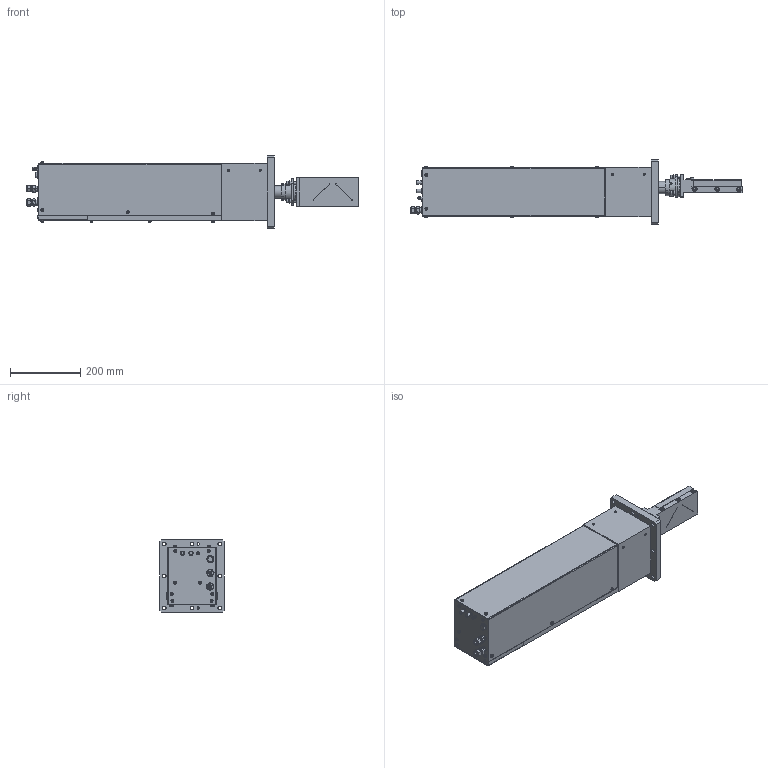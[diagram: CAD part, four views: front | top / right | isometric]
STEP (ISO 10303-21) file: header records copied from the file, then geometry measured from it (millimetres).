
FILE_DESCRIPTION (( 'STEP AP203' ), '1' );
FILE_NAME ('1800872.STEP', '2022-04-22T15:34:26', ( '' ), ( '' ), 'SwSTEP 2.0', 'SolidWorks 2021', '' );
FILE_SCHEMA (( 'CONFIG_CONTROL_DESIGN' ));
Products named in the file (1): 1800872
Bounding box: 943.9 x 184 x 206 mm (x, y, z)
Volume: 3456414.5 mm3; surface area: 1070543.6 mm2
Topology: 7 solids, 15 shells, 1798 faces, 4362 edges, 2741 vertices
Faces by surface type: plane 736, cylinder 664, cone 338, torus 53, sphere 7
Entity records: 53812 total; most frequent: CARTESIAN_POINT 11055, DIRECTION 9351, ORIENTED_EDGE 8628, EDGE_CURVE 4314, AXIS2_PLACEMENT_3D 3561, VERTEX_POINT 2741, VECTOR 2229, LINE 2229
